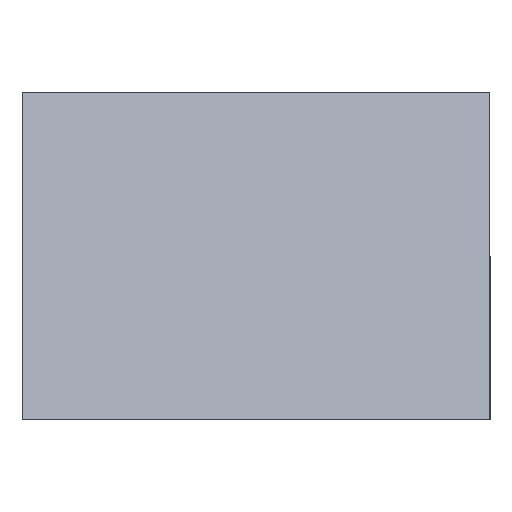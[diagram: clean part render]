
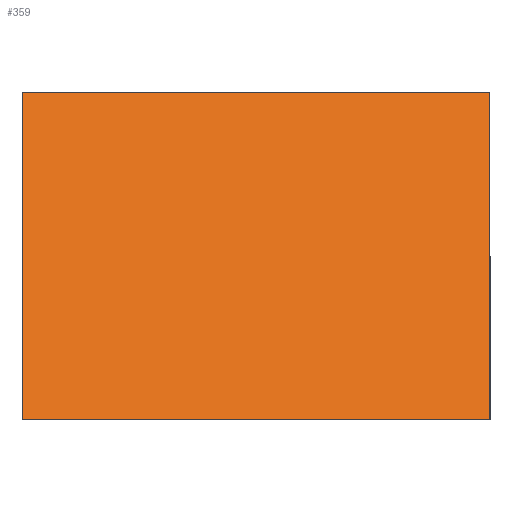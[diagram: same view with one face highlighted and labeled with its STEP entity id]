
A CAD part, left-side view. The second image highlights one B-rep face of the part: STEP entity #359.
In plain terms, the highlighted planar face has unit normal (-0.919, 0, 0.394).
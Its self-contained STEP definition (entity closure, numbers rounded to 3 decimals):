
#37=FACE_OUTER_BOUND('',#53,.T.);
#53=EDGE_LOOP('',(#300,#301,#302,#303));
#82=LINE('',#523,#130);
#101=LINE('',#560,#149);
#102=LINE('',#562,#150);
#103=LINE('',#563,#151);
#130=VECTOR('',#428,10.);
#149=VECTOR('',#461,10.);
#150=VECTOR('',#462,10.);
#151=VECTOR('',#463,10.);
#173=VERTEX_POINT('',#520);
#174=VERTEX_POINT('',#522);
#185=VERTEX_POINT('',#559);
#186=VERTEX_POINT('',#561);
#210=EDGE_CURVE('',#173,#174,#82,.T.);
#229=EDGE_CURVE('',#185,#173,#101,.T.);
#230=EDGE_CURVE('',#185,#186,#102,.T.);
#231=EDGE_CURVE('',#174,#186,#103,.T.);
#300=ORIENTED_EDGE('',*,*,#229,.F.);
#301=ORIENTED_EDGE('',*,*,#230,.T.);
#302=ORIENTED_EDGE('',*,*,#231,.F.);
#303=ORIENTED_EDGE('',*,*,#210,.F.);
#343=PLANE('',#389);
#359=ADVANCED_FACE('',(#37),#343,.T.);
#389=AXIS2_PLACEMENT_3D('',#558,#459,#460);
#428=DIRECTION('',(0.,1.,0.));
#459=DIRECTION('center_axis',(-0.919,0.,0.394));
#460=DIRECTION('ref_axis',(0.394,0.,0.919));
#461=DIRECTION('',(-0.394,0.,-0.919));
#462=DIRECTION('',(0.,1.,0.));
#463=DIRECTION('',(0.394,0.,0.919));
#520=CARTESIAN_POINT('',(0.,0.,0.));
#522=CARTESIAN_POINT('',(0.,100.,0.));
#523=CARTESIAN_POINT('',(0.,0.,0.));
#558=CARTESIAN_POINT('Origin',(0.,0.,0.));
#559=CARTESIAN_POINT('',(30.,0.,70.));
#560=CARTESIAN_POINT('',(30.,0.,70.));
#561=CARTESIAN_POINT('',(30.,100.,70.));
#562=CARTESIAN_POINT('',(30.,0.,70.));
#563=CARTESIAN_POINT('',(30.,100.,70.));
